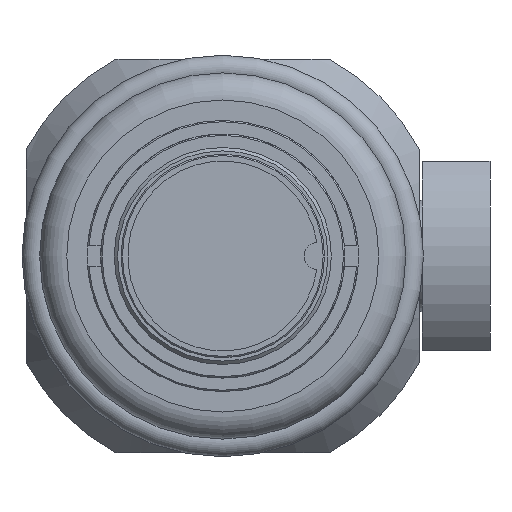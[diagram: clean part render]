
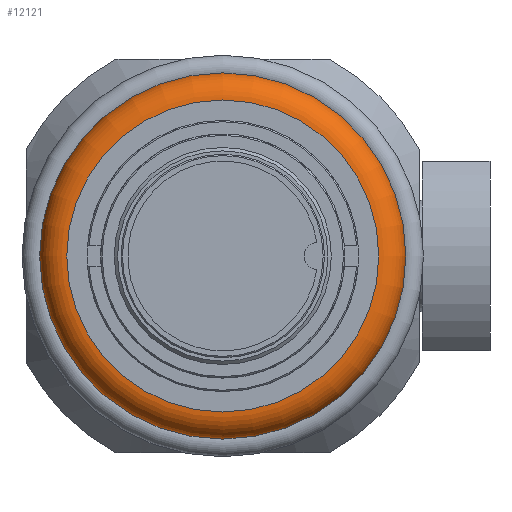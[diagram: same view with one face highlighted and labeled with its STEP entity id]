
A CAD part, left-side view. The second image highlights one B-rep face of the part: STEP entity #12121.
In plain terms, the highlighted toroidal (fillet/blend) face has major radius 11.5 mm and minor radius 2 mm.
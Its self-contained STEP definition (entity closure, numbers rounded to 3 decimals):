
#953 = DIRECTION ( 'NONE',  ( 0., 0., 1. ) ) ;
#1127 = CARTESIAN_POINT ( 'NONE',  ( -101.1, 0., 0. ) ) ;
#1698 = CARTESIAN_POINT ( 'NONE',  ( -101.1, 0., 11.5 ) ) ;
#2318 = CIRCLE ( 'NONE', #12587, 11.5 ) ;
#2449 = VERTEX_POINT ( 'NONE', #1698 ) ;
#2775 = EDGE_CURVE ( 'NONE', #5293, #5293, #5986, .T. ) ;
#2792 = FACE_OUTER_BOUND ( 'NONE', #13488, .T. ) ;
#4318 = DIRECTION ( 'NONE',  ( 0., 0., 1. ) ) ;
#4572 = CARTESIAN_POINT ( 'NONE',  ( -99.1, 0., 0. ) ) ;
#5293 = VERTEX_POINT ( 'NONE', #7203 ) ;
#5986 = CIRCLE ( 'NONE', #12015, 13.5 ) ;
#6843 = CARTESIAN_POINT ( 'NONE',  ( -99.1, 0., 0. ) ) ;
#7203 = CARTESIAN_POINT ( 'NONE',  ( -99.1, 0., 13.5 ) ) ;
#9510 = ORIENTED_EDGE ( 'NONE', *, *, #13397, .F. ) ;
#12005 = DIRECTION ( 'NONE',  ( -1., 0., 0. ) ) ;
#12015 = AXIS2_PLACEMENT_3D ( 'NONE', #6843, #18121, #4318 ) ;
#12121 = ADVANCED_FACE ( 'NONE', ( #16367, #2792 ), #15044, .T. ) ;
#12509 = ORIENTED_EDGE ( 'NONE', *, *, #2775, .T. ) ;
#12587 = AXIS2_PLACEMENT_3D ( 'NONE', #1127, #12005, #953 ) ;
#13262 = EDGE_LOOP ( 'NONE', ( #9510 ) ) ;
#13397 = EDGE_CURVE ( 'NONE', #2449, #2449, #2318, .T. ) ;
#13488 = EDGE_LOOP ( 'NONE', ( #12509 ) ) ;
#14370 = DIRECTION ( 'NONE',  ( -1., 0., 0. ) ) ;
#15044 = TOROIDAL_SURFACE ( 'NONE', #17104, 11.5, 2. ) ;
#16367 = FACE_OUTER_BOUND ( 'NONE', #13262, .T. ) ;
#17104 = AXIS2_PLACEMENT_3D ( 'NONE', #4572, #14370, #17205 ) ;
#17205 = DIRECTION ( 'NONE',  ( 0., 0., 1. ) ) ;
#18121 = DIRECTION ( 'NONE',  ( -1., 0., 0. ) ) ;
